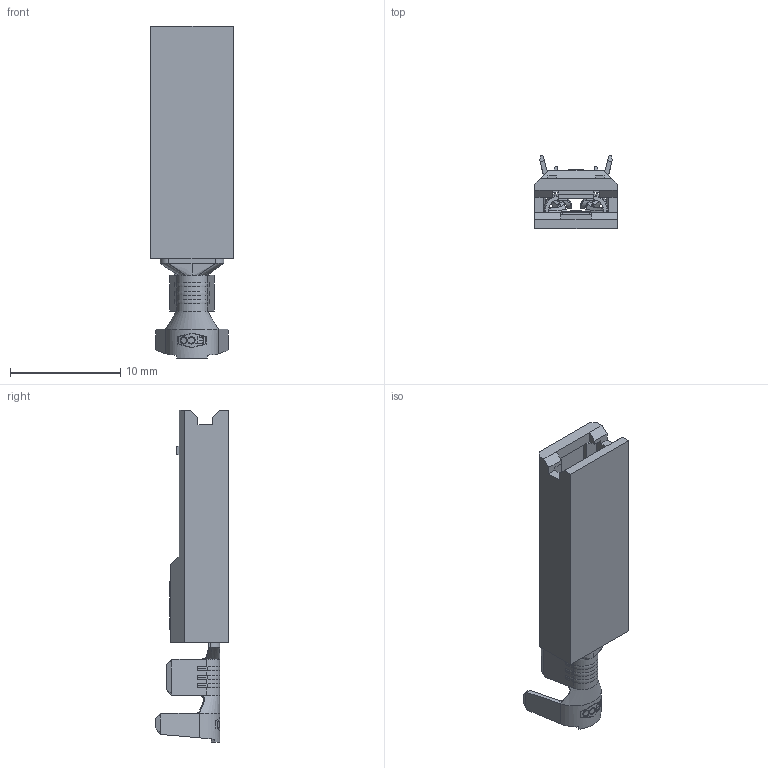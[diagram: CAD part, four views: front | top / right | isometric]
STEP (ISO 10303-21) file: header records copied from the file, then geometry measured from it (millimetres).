
FILE_DESCRIPTION (( 'STEP AP203' ), '1' );
FILE_NAME ('32120.STEP', '2015-01-29T18:33:14', ( '' ), ( '' ), 'SwSTEP 2.0', 'SolidWorks 2014', '' );
FILE_SCHEMA (( 'CONFIG_CONTROL_DESIGN' ));
Length unit declared in the file: inch
Products named in the file (3): 32120; D166N; P21
Assembly tree (2 placements, depth 2):
  32120
    D166N
    P21
Bounding box: 7.47 x 6.67 x 30.1 mm (x, y, z)
Volume: 436.8 mm3; surface area: 1315.1 mm2
Topology: 2 solids, 2 shells, 461 faces, 1205 edges, 746 vertices
Faces by surface type: plane 260, bspline 102, cylinder 80, cone 8, sphere 8, torus 3
Entity records: 16998 total; most frequent: CARTESIAN_POINT 6319, ORIENTED_EDGE 2382, DIRECTION 1811, EDGE_CURVE 1191, VERTEX_POINT 746, VECTOR 743, LINE 743, AXIS2_PLACEMENT_3D 534
